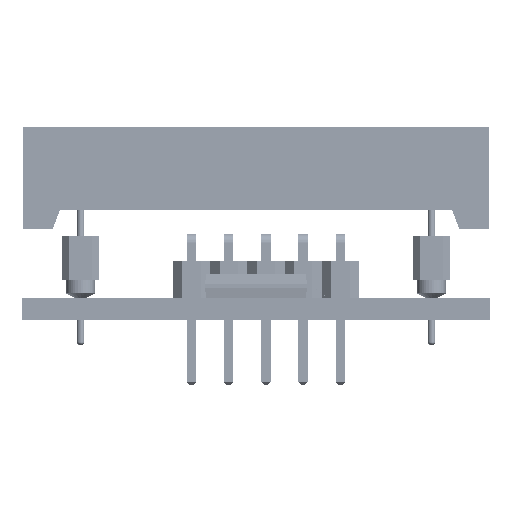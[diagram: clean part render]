
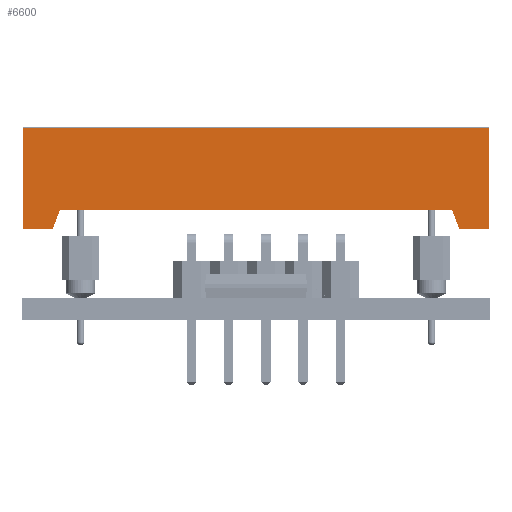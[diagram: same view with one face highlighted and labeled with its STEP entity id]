
A CAD part, left-side view. The second image highlights one B-rep face of the part: STEP entity #6600.
In plain terms, the highlighted face is planar.
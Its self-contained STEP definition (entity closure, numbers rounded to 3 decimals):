
#1882 = DIRECTION ( 'NONE',  ( 0.359, 0.933, 0. ) ) ;
#2028 = CARTESIAN_POINT ( 'NONE',  ( 2.5, -5.7, 0. ) ) ;
#2445 = CARTESIAN_POINT ( 'NONE',  ( 0., -0.1, 0. ) ) ;
#3293 = LINE ( 'NONE', #25328, #10623 ) ;
#3528 = DIRECTION ( 'NONE',  ( -1., 0., 0. ) ) ;
#3808 = EDGE_CURVE ( 'NONE', #8137, #15913, #37817, .T. ) ;
#4206 = DIRECTION ( 'NONE',  ( -1., 0., 0. ) ) ;
#6600 = ADVANCED_FACE ( 'NONE', ( #23426 ), #30706, .F. ) ;
#6804 = DIRECTION ( 'NONE',  ( -1., 0., 0. ) ) ;
#7049 = CARTESIAN_POINT ( 'NONE',  ( 0., -5.7, 0. ) ) ;
#7934 = EDGE_CURVE ( 'NONE', #14637, #8590, #22266, .T. ) ;
#8137 = VERTEX_POINT ( 'NONE', #27186 ) ;
#8559 = CARTESIAN_POINT ( 'NONE',  ( 31.8, -0.1, 0. ) ) ;
#8590 = VERTEX_POINT ( 'NONE', #2028 ) ;
#8639 = DIRECTION ( 'NONE',  ( -1., 0., 0. ) ) ;
#9790 = VERTEX_POINT ( 'NONE', #2445 ) ;
#9906 = DIRECTION ( 'NONE',  ( 0., 1., 0. ) ) ;
#10623 = VECTOR ( 'NONE', #6804, 1000. ) ;
#10779 = ORIENTED_EDGE ( 'NONE', *, *, #33963, .F. ) ;
#12083 = CARTESIAN_POINT ( 'NONE',  ( 0., -7., 0. ) ) ;
#12179 = ORIENTED_EDGE ( 'NONE', *, *, #3808, .F. ) ;
#12232 = DIRECTION ( 'NONE',  ( -1., 0., 0. ) ) ;
#12750 = CARTESIAN_POINT ( 'NONE',  ( 31.8, -7., 0. ) ) ;
#12867 = CARTESIAN_POINT ( 'NONE',  ( 23.614, 9.082, 0. ) ) ;
#13345 = VERTEX_POINT ( 'NONE', #41870 ) ;
#13423 = LINE ( 'NONE', #12083, #16861 ) ;
#13957 = ORIENTED_EDGE ( 'NONE', *, *, #27729, .F. ) ;
#14060 = EDGE_CURVE ( 'NONE', #8137, #8590, #23235, .T. ) ;
#14637 = VERTEX_POINT ( 'NONE', #19303 ) ;
#15913 = VERTEX_POINT ( 'NONE', #16047 ) ;
#16047 = CARTESIAN_POINT ( 'NONE',  ( 0., -7., 0. ) ) ;
#16159 = CARTESIAN_POINT ( 'NONE',  ( 0., -7., 0. ) ) ;
#16861 = VECTOR ( 'NONE', #9906, 1000. ) ;
#17531 = ORIENTED_EDGE ( 'NONE', *, *, #21721, .T. ) ;
#17682 = ORIENTED_EDGE ( 'NONE', *, *, #37435, .F. ) ;
#18311 = CARTESIAN_POINT ( 'NONE',  ( 0., -0.1, 0. ) ) ;
#19303 = CARTESIAN_POINT ( 'NONE',  ( 29.3, -5.7, 0. ) ) ;
#19431 = VECTOR ( 'NONE', #37868, 1000. ) ;
#21721 = EDGE_CURVE ( 'NONE', #45478, #9790, #39650, .T. ) ;
#22266 = LINE ( 'NONE', #7049, #25830 ) ;
#22903 = ORIENTED_EDGE ( 'NONE', *, *, #14060, .T. ) ;
#23235 = LINE ( 'NONE', #23470, #43033 ) ;
#23426 = FACE_OUTER_BOUND ( 'NONE', #27104, .T. ) ;
#23470 = CARTESIAN_POINT ( 'NONE',  ( 4.088, -1.572, 0. ) ) ;
#25328 = CARTESIAN_POINT ( 'NONE',  ( 0., -7., 0. ) ) ;
#25830 = VECTOR ( 'NONE', #3528, 1000. ) ;
#26478 = DIRECTION ( 'NONE',  ( 0., 0., -1. ) ) ;
#26600 = LINE ( 'NONE', #12750, #19431 ) ;
#27104 = EDGE_LOOP ( 'NONE', ( #12179, #22903, #27198, #10779, #13957, #33606, #17531, #17682 ) ) ;
#27186 = CARTESIAN_POINT ( 'NONE',  ( 2., -7., 0. ) ) ;
#27198 = ORIENTED_EDGE ( 'NONE', *, *, #7934, .F. ) ;
#27729 = EDGE_CURVE ( 'NONE', #35724, #13345, #3293, .T. ) ;
#30706 = PLANE ( 'NONE',  #37377 ) ;
#33606 = ORIENTED_EDGE ( 'NONE', *, *, #39980, .T. ) ;
#33963 = EDGE_CURVE ( 'NONE', #13345, #14637, #45254, .T. ) ;
#35724 = VERTEX_POINT ( 'NONE', #38167 ) ;
#37377 = AXIS2_PLACEMENT_3D ( 'NONE', #16159, #26478, #8639 ) ;
#37435 = EDGE_CURVE ( 'NONE', #15913, #9790, #13423, .T. ) ;
#37817 = LINE ( 'NONE', #44381, #39052 ) ;
#37868 = DIRECTION ( 'NONE',  ( 0., 1., 0. ) ) ;
#38167 = CARTESIAN_POINT ( 'NONE',  ( 31.8, -7., 0. ) ) ;
#39052 = VECTOR ( 'NONE', #12232, 1000. ) ;
#39650 = LINE ( 'NONE', #18311, #40248 ) ;
#39980 = EDGE_CURVE ( 'NONE', #35724, #45478, #26600, .T. ) ;
#40248 = VECTOR ( 'NONE', #4206, 1000. ) ;
#41870 = CARTESIAN_POINT ( 'NONE',  ( 29.8, -7., 0. ) ) ;
#42930 = VECTOR ( 'NONE', #44767, 1000. ) ;
#43033 = VECTOR ( 'NONE', #1882, 1000. ) ;
#44381 = CARTESIAN_POINT ( 'NONE',  ( 0., -7., 0. ) ) ;
#44767 = DIRECTION ( 'NONE',  ( -0.359, 0.933, 0. ) ) ;
#45254 = LINE ( 'NONE', #12867, #42930 ) ;
#45478 = VERTEX_POINT ( 'NONE', #8559 ) ;
